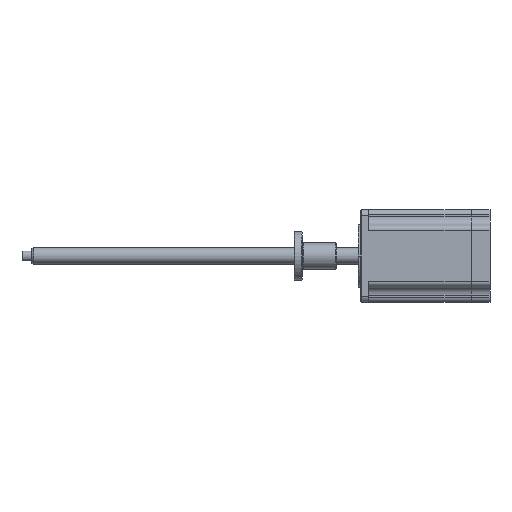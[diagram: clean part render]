
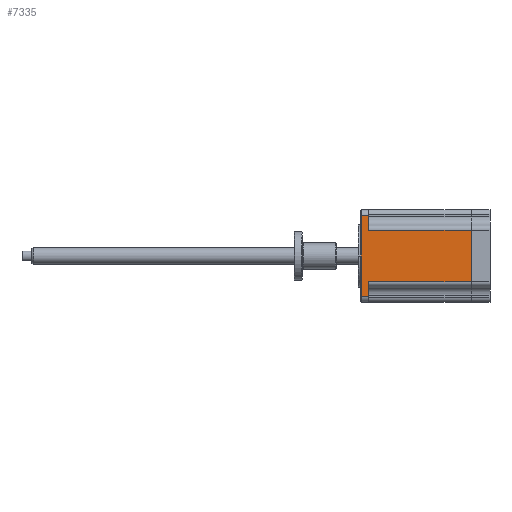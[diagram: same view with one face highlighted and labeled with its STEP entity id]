
A CAD part, left-side view. The second image highlights one B-rep face of the part: STEP entity #7335.
In plain terms, the highlighted planar face has unit normal (-1, 0, 0).
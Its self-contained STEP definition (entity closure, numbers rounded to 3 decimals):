
#102 = EDGE_CURVE ( 'NONE', #11588, #8588, #5551, .T. ) ;
#140 = EDGE_CURVE ( 'NONE', #5694, #10169, #7716, .T. ) ;
#210 = CARTESIAN_POINT ( 'NONE',  ( -45.393, 20.699, 8.75 ) ) ;
#375 = ORIENTED_EDGE ( 'NONE', *, *, #140, .F. ) ;
#1143 = DIRECTION ( 'NONE',  ( 0., 0., -1. ) ) ;
#1235 = VERTEX_POINT ( 'NONE', #7584 ) ;
#1875 = VERTEX_POINT ( 'NONE', #9188 ) ;
#2180 = AXIS2_PLACEMENT_3D ( 'NONE', #10641, #8070, #2644 ) ;
#2443 = DIRECTION ( 'NONE',  ( 0., 0., 1. ) ) ;
#2644 = DIRECTION ( 'NONE',  ( 0., 0., 1. ) ) ;
#3146 = CARTESIAN_POINT ( 'NONE',  ( -45.393, -46.001, 49.15 ) ) ;
#3347 = ORIENTED_EDGE ( 'NONE', *, *, #11277, .F. ) ;
#3488 = ORIENTED_EDGE ( 'NONE', *, *, #7294, .T. ) ;
#3518 = CARTESIAN_POINT ( 'NONE',  ( -45.393, 20.699, 57.95 ) ) ;
#3680 = VERTEX_POINT ( 'NONE', #9660 ) ;
#3832 = VECTOR ( 'NONE', #1143, 1000. ) ;
#3884 = CARTESIAN_POINT ( 'NONE',  ( -45.393, 16.199, 49.15 ) ) ;
#4316 = ORIENTED_EDGE ( 'NONE', *, *, #8726, .F. ) ;
#4427 = LINE ( 'NONE', #210, #3832 ) ;
#4520 = FACE_OUTER_BOUND ( 'NONE', #4968, .T. ) ;
#4705 = LINE ( 'NONE', #5673, #7107 ) ;
#4774 = DIRECTION ( 'NONE',  ( 0., 0., 1. ) ) ;
#4791 = VECTOR ( 'NONE', #6016, 1000. ) ;
#4879 = ORIENTED_EDGE ( 'NONE', *, *, #11197, .T. ) ;
#4968 = EDGE_LOOP ( 'NONE', ( #7878, #7900, #3488, #5522, #3347, #4879, #375, #4316 ) ) ;
#5095 = LINE ( 'NONE', #9696, #8092 ) ;
#5107 = CARTESIAN_POINT ( 'NONE',  ( -45.393, 7.999, 57.95 ) ) ;
#5269 = DIRECTION ( 'NONE',  ( 0., 1., 0. ) ) ;
#5273 = VECTOR ( 'NONE', #9921, 1000. ) ;
#5321 = EDGE_CURVE ( 'NONE', #10272, #3680, #4427, .T. ) ;
#5522 = ORIENTED_EDGE ( 'NONE', *, *, #5321, .T. ) ;
#5551 = LINE ( 'NONE', #6376, #7988 ) ;
#5673 = CARTESIAN_POINT ( 'NONE',  ( -45.393, 16.199, 8.75 ) ) ;
#5694 = VERTEX_POINT ( 'NONE', #10577 ) ;
#5698 = DIRECTION ( 'NONE',  ( 0., 0., -1. ) ) ;
#5979 = VECTOR ( 'NONE', #5698, 1000. ) ;
#6016 = DIRECTION ( 'NONE',  ( 0., 1., 0. ) ) ;
#6376 = CARTESIAN_POINT ( 'NONE',  ( -45.393, -46.001, 49.15 ) ) ;
#6665 = LINE ( 'NONE', #9818, #11240 ) ;
#7020 = PLANE ( 'NONE',  #2180 ) ;
#7107 = VECTOR ( 'NONE', #4774, 1000. ) ;
#7294 = EDGE_CURVE ( 'NONE', #1235, #10272, #9914, .T. ) ;
#7335 = ADVANCED_FACE ( 'NONE', ( #4520 ), #7020, .F. ) ;
#7458 = DIRECTION ( 'NONE',  ( 0., 1., 0. ) ) ;
#7584 = CARTESIAN_POINT ( 'NONE',  ( -45.393, 16.199, 57.95 ) ) ;
#7716 = LINE ( 'NONE', #9482, #5273 ) ;
#7878 = ORIENTED_EDGE ( 'NONE', *, *, #102, .T. ) ;
#7900 = ORIENTED_EDGE ( 'NONE', *, *, #10443, .T. ) ;
#7988 = VECTOR ( 'NONE', #7458, 1000. ) ;
#8070 = DIRECTION ( 'NONE',  ( 1., 0., 0. ) ) ;
#8092 = VECTOR ( 'NONE', #2443, 1000. ) ;
#8416 = LINE ( 'NONE', #9336, #5979 ) ;
#8588 = VERTEX_POINT ( 'NONE', #3884 ) ;
#8726 = EDGE_CURVE ( 'NONE', #11588, #5694, #8416, .T. ) ;
#9188 = CARTESIAN_POINT ( 'NONE',  ( -45.393, 16.199, 8.75 ) ) ;
#9336 = CARTESIAN_POINT ( 'NONE',  ( -45.393, -46.001, 17.55 ) ) ;
#9482 = CARTESIAN_POINT ( 'NONE',  ( -45.393, -46.001, 17.55 ) ) ;
#9660 = CARTESIAN_POINT ( 'NONE',  ( -45.393, 20.699, 8.75 ) ) ;
#9696 = CARTESIAN_POINT ( 'NONE',  ( -45.393, 16.199, 8.75 ) ) ;
#9818 = CARTESIAN_POINT ( 'NONE',  ( -45.393, 7.999, 8.75 ) ) ;
#9914 = LINE ( 'NONE', #5107, #4791 ) ;
#9921 = DIRECTION ( 'NONE',  ( 0., 1., 0. ) ) ;
#10169 = VERTEX_POINT ( 'NONE', #10584 ) ;
#10272 = VERTEX_POINT ( 'NONE', #3518 ) ;
#10443 = EDGE_CURVE ( 'NONE', #8588, #1235, #4705, .T. ) ;
#10577 = CARTESIAN_POINT ( 'NONE',  ( -45.393, -46.001, 17.55 ) ) ;
#10584 = CARTESIAN_POINT ( 'NONE',  ( -45.393, 16.199, 17.55 ) ) ;
#10641 = CARTESIAN_POINT ( 'NONE',  ( -45.393, -46.001, 17.55 ) ) ;
#11197 = EDGE_CURVE ( 'NONE', #1875, #10169, #5095, .T. ) ;
#11240 = VECTOR ( 'NONE', #5269, 1000. ) ;
#11277 = EDGE_CURVE ( 'NONE', #1875, #3680, #6665, .T. ) ;
#11588 = VERTEX_POINT ( 'NONE', #3146 ) ;
